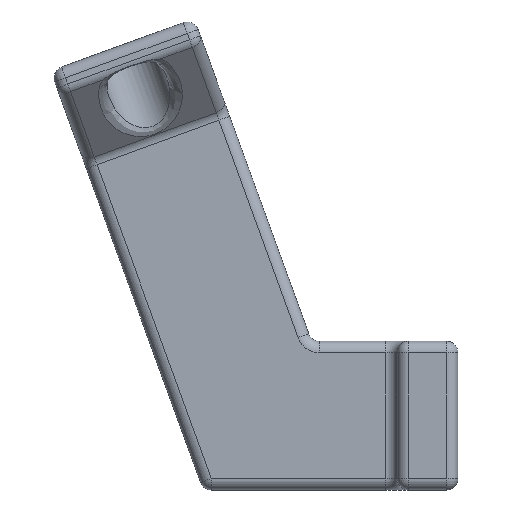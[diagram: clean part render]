
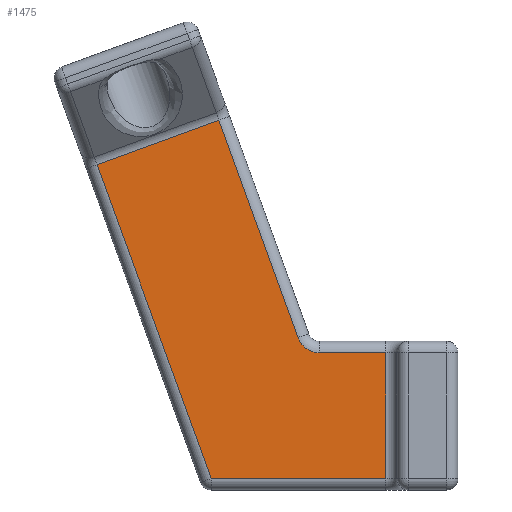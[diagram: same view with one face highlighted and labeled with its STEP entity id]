
A CAD part, left-side view. The second image highlights one B-rep face of the part: STEP entity #1475.
In plain terms, the highlighted planar face has unit normal (-1, 0, 0).
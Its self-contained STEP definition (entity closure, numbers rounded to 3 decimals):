
#10 = DIRECTION ( 'NONE',  ( 0., -1., 0. ) ) ;
#64 = CARTESIAN_POINT ( 'NONE',  ( 10., 38., -18. ) ) ;
#88 = EDGE_CURVE ( 'NONE', #2845, #1139, #1544, .T. ) ;
#120 = VERTEX_POINT ( 'NONE', #690 ) ;
#133 = VERTEX_POINT ( 'NONE', #1227 ) ;
#150 = ORIENTED_EDGE ( 'NONE', *, *, #1424, .T. ) ;
#164 = DIRECTION ( 'NONE',  ( 0., 0.94, -0.342 ) ) ;
#178 = VERTEX_POINT ( 'NONE', #753 ) ;
#312 = EDGE_CURVE ( 'NONE', #133, #1139, #1892, .T. ) ;
#328 = LINE ( 'NONE', #64, #2748 ) ;
#447 = CARTESIAN_POINT ( 'NONE',  ( 10., 16.386, -12.132 ) ) ;
#463 = DIRECTION ( 'NONE',  ( 0., 0.342, 0.94 ) ) ;
#592 = VERTEX_POINT ( 'NONE', #953 ) ;
#630 = LINE ( 'NONE', #646, #708 ) ;
#646 = CARTESIAN_POINT ( 'NONE',  ( 10., 48.734, 22.646 ) ) ;
#663 = LINE ( 'NONE', #2029, #1888 ) ;
#684 = DIRECTION ( 'NONE',  ( 0., -0.342, -0.94 ) ) ;
#690 = CARTESIAN_POINT ( 'NONE',  ( 10., 47.324, 23.159 ) ) ;
#708 = VECTOR ( 'NONE', #164, 1000. ) ;
#753 = CARTESIAN_POINT ( 'NONE',  ( 10., 32.341, -18. ) ) ;
#772 = DIRECTION ( 'NONE',  ( -1., 0., 0. ) ) ;
#887 = DIRECTION ( 'NONE',  ( 0., 0., -1. ) ) ;
#953 = CARTESIAN_POINT ( 'NONE',  ( 10., 31.35, 28.974 ) ) ;
#977 = ORIENTED_EDGE ( 'NONE', *, *, #312, .F. ) ;
#993 = DIRECTION ( 'NONE',  ( 0., 1., 0. ) ) ;
#1021 = CARTESIAN_POINT ( 'NONE',  ( 10., 9.5, -18. ) ) ;
#1067 = CARTESIAN_POINT ( 'NONE',  ( 10., 18.156, -1.5 ) ) ;
#1139 = VERTEX_POINT ( 'NONE', #1067 ) ;
#1192 = EDGE_CURVE ( 'NONE', #1646, #2845, #2677, .T. ) ;
#1195 = EDGE_CURVE ( 'NONE', #133, #592, #2903, .T. ) ;
#1227 = CARTESIAN_POINT ( 'NONE',  ( 10., 20.975, 0.474 ) ) ;
#1262 = EDGE_CURVE ( 'NONE', #178, #1646, #328, .T. ) ;
#1338 = DIRECTION ( 'NONE',  ( 0., 0., 1. ) ) ;
#1424 = EDGE_CURVE ( 'NONE', #592, #120, #630, .T. ) ;
#1475 = ADVANCED_FACE ( 'NONE', ( #1710 ), #2827, .F. ) ;
#1544 = LINE ( 'NONE', #2606, #2518 ) ;
#1646 = VERTEX_POINT ( 'NONE', #1021 ) ;
#1692 = ORIENTED_EDGE ( 'NONE', *, *, #1195, .T. ) ;
#1702 = ORIENTED_EDGE ( 'NONE', *, *, #1262, .T. ) ;
#1710 = FACE_OUTER_BOUND ( 'NONE', #3277, .T. ) ;
#1829 = CARTESIAN_POINT ( 'NONE',  ( 10., 9.5, -1.5 ) ) ;
#1888 = VECTOR ( 'NONE', #684, 1000. ) ;
#1892 = CIRCLE ( 'NONE', #2004, 3. ) ;
#1903 = ORIENTED_EDGE ( 'NONE', *, *, #1192, .T. ) ;
#1919 = ORIENTED_EDGE ( 'NONE', *, *, #88, .T. ) ;
#2004 = AXIS2_PLACEMENT_3D ( 'NONE', #2432, #772, #2967 ) ;
#2029 = CARTESIAN_POINT ( 'NONE',  ( 10., 32.36, -17.947 ) ) ;
#2284 = EDGE_CURVE ( 'NONE', #120, #178, #663, .T. ) ;
#2432 = CARTESIAN_POINT ( 'NONE',  ( 10., 18.156, 1.5 ) ) ;
#2518 = VECTOR ( 'NONE', #993, 1000. ) ;
#2525 = CARTESIAN_POINT ( 'NONE',  ( 10., 38., -20. ) ) ;
#2606 = CARTESIAN_POINT ( 'NONE',  ( 10., 38., -1.5 ) ) ;
#2619 = ORIENTED_EDGE ( 'NONE', *, *, #2284, .T. ) ;
#2677 = LINE ( 'NONE', #2871, #3155 ) ;
#2748 = VECTOR ( 'NONE', #10, 1000. ) ;
#2796 = AXIS2_PLACEMENT_3D ( 'NONE', #2525, #3091, #887 ) ;
#2827 = PLANE ( 'NONE',  #2796 ) ;
#2845 = VERTEX_POINT ( 'NONE', #1829 ) ;
#2871 = CARTESIAN_POINT ( 'NONE',  ( 10., 9.5, 0. ) ) ;
#2903 = LINE ( 'NONE', #447, #3445 ) ;
#2967 = DIRECTION ( 'NONE',  ( 0., 0., -1. ) ) ;
#3091 = DIRECTION ( 'NONE',  ( 1., 0., 0. ) ) ;
#3155 = VECTOR ( 'NONE', #1338, 1000. ) ;
#3277 = EDGE_LOOP ( 'NONE', ( #977, #1692, #150, #2619, #1702, #1903, #1919 ) ) ;
#3445 = VECTOR ( 'NONE', #463, 1000. ) ;
